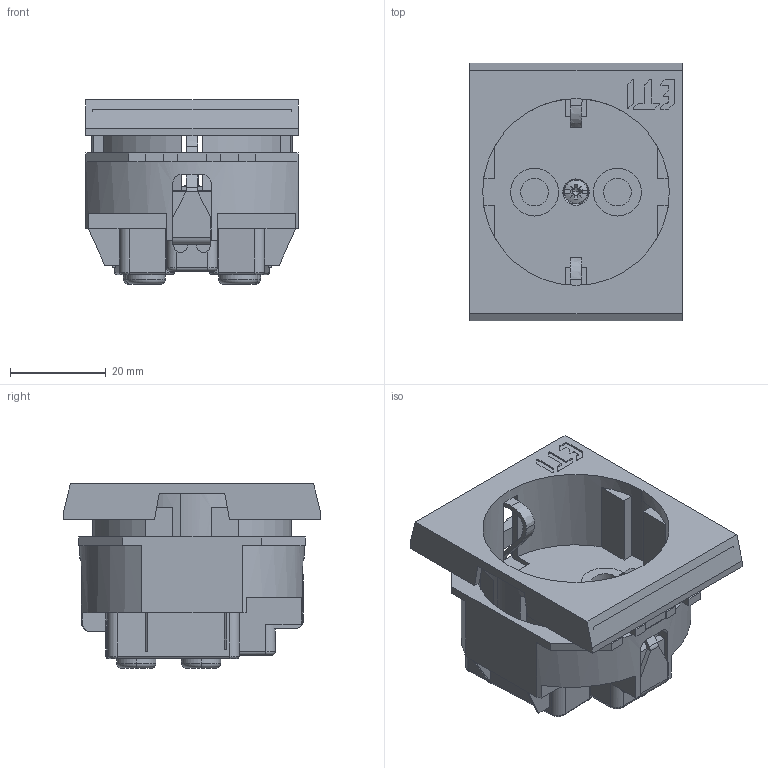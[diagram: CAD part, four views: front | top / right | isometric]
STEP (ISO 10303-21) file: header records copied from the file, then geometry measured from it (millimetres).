
FILE_DESCRIPTION((''),'2;1');
FILE_NAME('ASM9589_ASM','2021-04-07T',('marketing.praksa'),('Audax d.o.o.'),'CREO PARAMETRIC BY PTC INC, 2017480','CREO PARAMETRIC BY PTC INC, 2017480','');
FILE_SCHEMA(('AUTOMOTIVE_DESIGN { 1 0 10303 214 1 1 1 1 }'));
Products named in the file (7): 45_SCREW; PRT0108; PRT0111; BOING; PRT0110; WL-COVER; ASM9589_ASM
Assembly tree (6 placements, depth 2):
  ASM9589_ASM
    45_SCREW
    PRT0108
    PRT0111
    BOING
    PRT0110
    WL-COVER
Bounding box: 44.3 x 53.8 x 38.5 mm (x, y, z)
Volume: 30898.8 mm3; surface area: 22595.8 mm2
Topology: 8 solids, 12 shells, 514 faces, 1407 edges, 920 vertices
Faces by surface type: plane 322, cylinder 141, torus 21, cone 12, extrusion 12, bspline 4, sphere 2
Entity records: 25227 total; most frequent: CARTESIAN_POINT 3656, ORIENTED_EDGE 2810, DIRECTION 2714, PRESENTATION_STYLE_ASSIGNMENT 1939, STYLED_ITEM 1939, CURVE_STYLE 1417, EDGE_CURVE 1405, VERTEX_POINT 920
